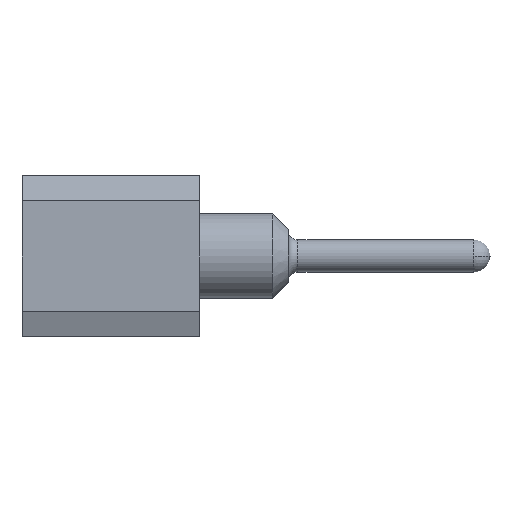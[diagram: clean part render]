
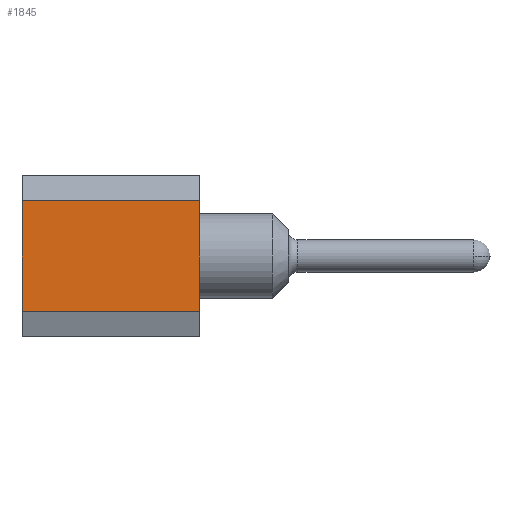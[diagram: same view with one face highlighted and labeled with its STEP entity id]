
A CAD part, left-side view. The second image highlights one B-rep face of the part: STEP entity #1845.
In plain terms, the highlighted planar face has unit normal (-1, 0, 0).
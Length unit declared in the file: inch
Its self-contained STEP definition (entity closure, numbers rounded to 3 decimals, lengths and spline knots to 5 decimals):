
#66 = EDGE_CURVE ( 'NONE', #2267, #4093, #3856, .T. ) ;
#183 = LINE ( 'NONE', #1446, #1569 ) ;
#304 = VERTEX_POINT ( 'NONE', #687 ) ;
#518 = DIRECTION ( 'NONE',  ( -1., 0., 0. ) ) ;
#687 = CARTESIAN_POINT ( 'NONE',  ( -0.01203, -0.11, -0.08425 ) ) ;
#923 = EDGE_LOOP ( 'NONE', ( #1621, #3709, #2272, #2585 ) ) ;
#1152 = CARTESIAN_POINT ( 'NONE',  ( -0.01203, 0., -0.08425 ) ) ;
#1421 = PLANE ( 'NONE',  #1898 ) ;
#1446 = CARTESIAN_POINT ( 'NONE',  ( -0.01203, -0.11, -0.08425 ) ) ;
#1521 = LINE ( 'NONE', #1152, #4121 ) ;
#1569 = VECTOR ( 'NONE', #3583, 39.37008 ) ;
#1621 = ORIENTED_EDGE ( 'NONE', *, *, #3886, .F. ) ;
#1845 = ADVANCED_FACE ( 'NONE', ( #2508 ), #1421, .T. ) ;
#1898 = AXIS2_PLACEMENT_3D ( 'NONE', #3557, #518, #3108 ) ;
#2185 = DIRECTION ( 'NONE',  ( 0., 0., 1. ) ) ;
#2267 = VERTEX_POINT ( 'NONE', #3523 ) ;
#2272 = ORIENTED_EDGE ( 'NONE', *, *, #4378, .T. ) ;
#2336 = VECTOR ( 'NONE', #4048, 39.37008 ) ;
#2392 = LINE ( 'NONE', #3782, #2336 ) ;
#2484 = VERTEX_POINT ( 'NONE', #3385 ) ;
#2508 = FACE_OUTER_BOUND ( 'NONE', #923, .T. ) ;
#2585 = ORIENTED_EDGE ( 'NONE', *, *, #66, .T. ) ;
#2649 = CARTESIAN_POINT ( 'NONE',  ( -0.01203, -0.11, -0.01575 ) ) ;
#2778 = VECTOR ( 'NONE', #3294, 39.37008 ) ;
#2968 = CARTESIAN_POINT ( 'NONE',  ( -0.01203, 0., -0.01575 ) ) ;
#3108 = DIRECTION ( 'NONE',  ( 0., 0., 1. ) ) ;
#3233 = EDGE_CURVE ( 'NONE', #304, #2484, #2392, .T. ) ;
#3294 = DIRECTION ( 'NONE',  ( 0., 1., 0. ) ) ;
#3385 = CARTESIAN_POINT ( 'NONE',  ( -0.01203, 0., -0.08425 ) ) ;
#3523 = CARTESIAN_POINT ( 'NONE',  ( -0.01203, -0.11, -0.01575 ) ) ;
#3557 = CARTESIAN_POINT ( 'NONE',  ( -0.01203, -0.11, -0.08425 ) ) ;
#3583 = DIRECTION ( 'NONE',  ( 0., 0., 1. ) ) ;
#3709 = ORIENTED_EDGE ( 'NONE', *, *, #3233, .F. ) ;
#3782 = CARTESIAN_POINT ( 'NONE',  ( -0.01203, -0.11, -0.08425 ) ) ;
#3856 = LINE ( 'NONE', #2649, #2778 ) ;
#3886 = EDGE_CURVE ( 'NONE', #2484, #4093, #1521, .T. ) ;
#4048 = DIRECTION ( 'NONE',  ( 0., 1., 0. ) ) ;
#4093 = VERTEX_POINT ( 'NONE', #2968 ) ;
#4121 = VECTOR ( 'NONE', #2185, 39.37008 ) ;
#4378 = EDGE_CURVE ( 'NONE', #304, #2267, #183, .T. ) ;
